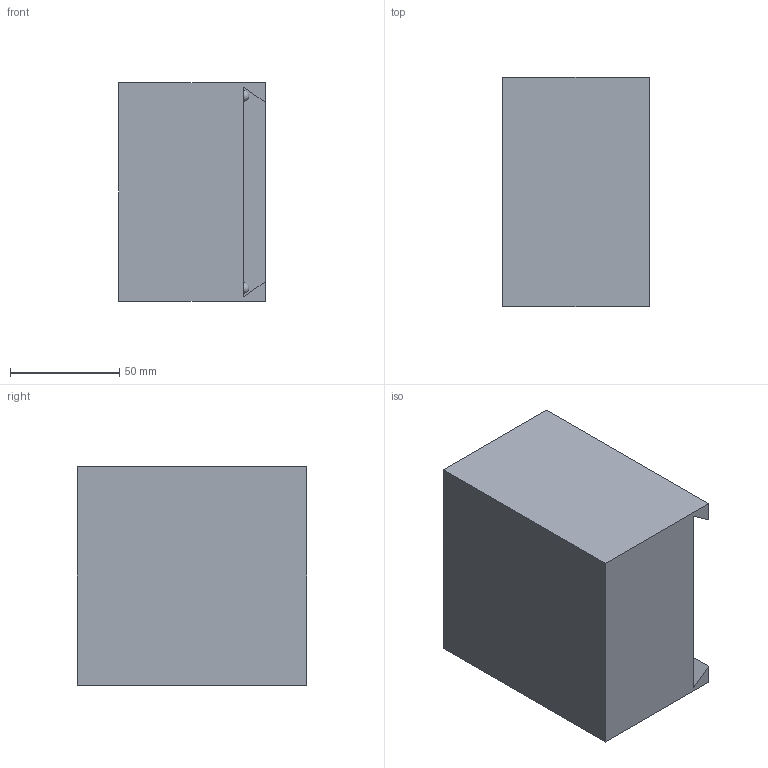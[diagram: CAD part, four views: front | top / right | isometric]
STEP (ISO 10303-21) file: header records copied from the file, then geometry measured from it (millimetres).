
FILE_DESCRIPTION(/* description */ (''),/* implementation_level */ '2;1');
FILE_NAME(/* name */ 'BoxCover.stp',/* time_stamp */ '2025-09-07T15:56:45-04:00',/* author */ ('usman'),/* organization */ (''),/* preprocessor_version */ 'ST-DEVELOPER v20.1',/* originating_system */ 'Autodesk Inventor 2026',/* authorisation */ '');
FILE_SCHEMA (('AUTOMOTIVE_DESIGN { 1 0 10303 214 3 1 1 }'));
Length unit declared in the file: millimetre
Products named in the file (1): BoxCover
Bounding box: 67 x 105 x 100 mm (x, y, z)
Volume: 227882.2 mm3; surface area: 71718.2 mm2
Topology: 1 solids, 1 shells, 636 faces, 1734 edges, 1158 vertices
Faces by surface type: bspline 356, plane 276, sphere 4
Entity records: 22918 total; most frequent: CARTESIAN_POINT 9233, ORIENTED_EDGE 3460, EDGE_CURVE 1730, DIRECTION 1588, VERTEX_POINT 1156, LINE 1010, VECTOR 1010, B_SPLINE_CURVE_WITH_KNOTS 712
